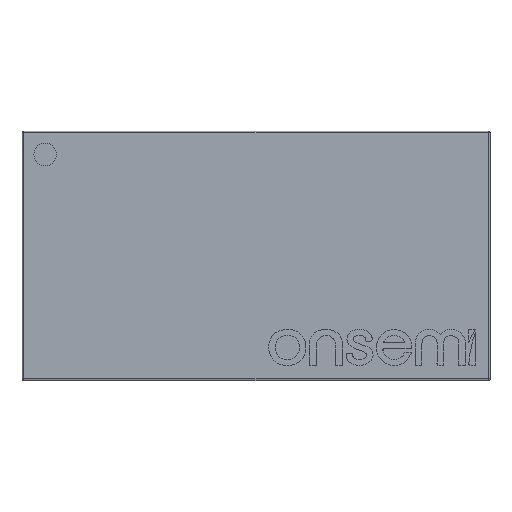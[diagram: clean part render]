
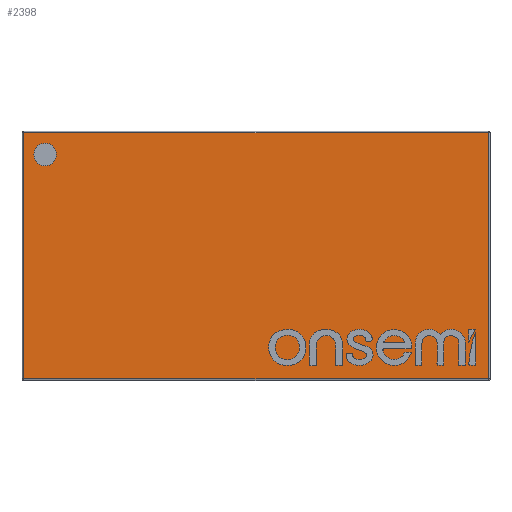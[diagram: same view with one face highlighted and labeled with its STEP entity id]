
A CAD part, top view. The second image highlights one B-rep face of the part: STEP entity #2398.
In plain terms, the highlighted planar face has unit normal (0, 0, 1).
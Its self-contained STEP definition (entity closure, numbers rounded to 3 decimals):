
#368=PLANE('',#2713);
#408=LINE('',#3325,#542);
#412=LINE('',#3338,#546);
#414=LINE('',#3341,#548);
#416=LINE('',#3344,#550);
#542=VECTOR('',#2901,10.);
#546=VECTOR('',#2917,10.);
#548=VECTOR('',#2921,10.);
#550=VECTOR('',#2925,10.);
#702=FACE_OUTER_BOUND('',#860,.T.);
#860=EDGE_LOOP('',(#1745,#1746,#1747,#1748));
#1060=VERTEX_POINT('',#3276);
#1069=VERTEX_POINT('',#3306);
#1072=VERTEX_POINT('',#3316);
#1075=VERTEX_POINT('',#3329);
#1344=EDGE_CURVE('',#1060,#1072,#408,.T.);
#1351=EDGE_CURVE('',#1072,#1075,#412,.T.);
#1353=EDGE_CURVE('',#1075,#1069,#414,.T.);
#1355=EDGE_CURVE('',#1069,#1060,#416,.T.);
#1745=ORIENTED_EDGE('',*,*,#1344,.F.);
#1746=ORIENTED_EDGE('',*,*,#1355,.F.);
#1747=ORIENTED_EDGE('',*,*,#1353,.F.);
#1748=ORIENTED_EDGE('',*,*,#1351,.F.);
#2398=ADVANCED_FACE('',(#702),#368,.T.);
#2713=AXIS2_PLACEMENT_3D('',#3354,#2941,#2942);
#2901=DIRECTION('',(0.,1.,0.));
#2917=DIRECTION('',(1.,0.,0.));
#2921=DIRECTION('',(0.,-1.,0.));
#2925=DIRECTION('',(-1.,0.,0.));
#2941=DIRECTION('center_axis',(0.,0.,1.));
#2942=DIRECTION('ref_axis',(1.,0.,0.));
#3276=CARTESIAN_POINT('',(-1.54,-0.815,0.6));
#3306=CARTESIAN_POINT('',(1.54,-0.815,0.6));
#3316=CARTESIAN_POINT('',(-1.54,0.815,0.6));
#3325=CARTESIAN_POINT('',(-1.54,0.413,0.6));
#3329=CARTESIAN_POINT('',(1.54,0.815,0.6));
#3338=CARTESIAN_POINT('',(0.775,0.815,0.6));
#3341=CARTESIAN_POINT('',(1.54,-0.413,0.6));
#3344=CARTESIAN_POINT('',(-0.775,-0.815,0.6));
#3354=CARTESIAN_POINT('Origin',(0.,0.,0.6));
